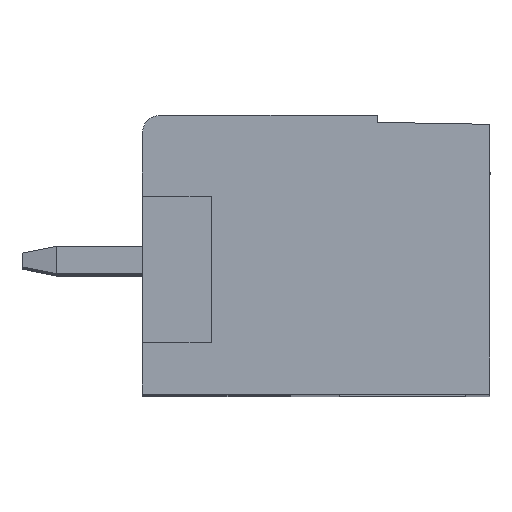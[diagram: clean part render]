
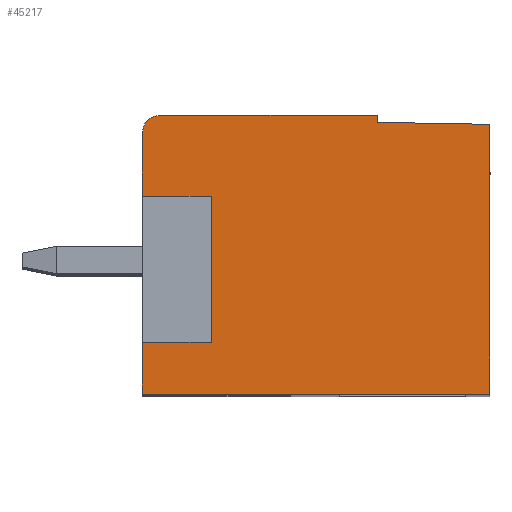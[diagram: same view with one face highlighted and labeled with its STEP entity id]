
A CAD part, top view. The second image highlights one B-rep face of the part: STEP entity #45217.
In plain terms, the highlighted planar face has unit normal (0, 0, 1).
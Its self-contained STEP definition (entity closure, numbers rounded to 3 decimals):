
#5=DIRECTION('',(0.,1.,0.));
#6=VECTOR('',#5,7.84);
#7=CARTESIAN_POINT('',(-10.615,0.099,168.212));
#8=LINE('',#7,#6);
#397=DIRECTION('',(0.,1.,0.));
#398=VECTOR('',#397,0.202);
#399=CARTESIAN_POINT('',(-13.889,7.997,168.212));
#400=LINE('',#399,#398);
#465=DIRECTION('',(0.,-1.,0.));
#466=VECTOR('',#465,1.85);
#467=CARTESIAN_POINT('',(-20.715,7.699,168.212));
#468=LINE('',#467,#466);
#481=DIRECTION('',(0.,-1.,0.));
#482=VECTOR('',#481,1.5);
#483=CARTESIAN_POINT('',(-20.715,1.599,168.212));
#484=LINE('',#483,#482);
#1617=DIRECTION('',(1.,0.,0.));
#1618=VECTOR('',#1617,10.1);
#1619=CARTESIAN_POINT('',(-20.715,0.099,
168.212));
#1620=LINE('',#1619,#1618);
#16276=DIRECTION('',(0.,1.,0.));
#16277=VECTOR('',#16276,4.25);
#16278=CARTESIAN_POINT('',(-18.715,1.599,
168.212));
#16279=LINE('',#16278,#16277);
#16280=DIRECTION('',(-1.,0.,0.));
#16281=VECTOR('',#16280,2.);
#16282=CARTESIAN_POINT('',(-18.715,5.849,
168.212));
#16283=LINE('',#16282,#16281);
#16284=CARTESIAN_POINT('',(-20.215,7.699,
168.212));
#16285=DIRECTION('',(0.,0.,-1.));
#16286=DIRECTION('',(-1.,0.,0.));
#16287=AXIS2_PLACEMENT_3D('',#16284,#16285,#16286);
#16289=DIRECTION('',(1.,0.,0.));
#16290=VECTOR('',#16289,6.326);
#16291=CARTESIAN_POINT('',(-20.215,8.199,
168.212));
#16292=LINE('',#16291,#16290);
#16293=DIRECTION('',(1.,-0.017,0.));
#16294=VECTOR('',#16293,3.274);
#16295=CARTESIAN_POINT('',(-13.889,7.997,
168.212));
#16296=LINE('',#16295,#16294);
#16297=DIRECTION('',(-1.,0.,0.));
#16298=VECTOR('',#16297,2.);
#16299=CARTESIAN_POINT('',(-18.715,1.599,
168.212));
#16300=LINE('',#16299,#16298);
#16321=CARTESIAN_POINT('',(-10.615,0.099,
168.212));
#16322=CARTESIAN_POINT('',(-10.615,7.94,
168.212));
#16323=VERTEX_POINT('',#16321);
#16324=VERTEX_POINT('',#16322);
#16397=CARTESIAN_POINT('',(-20.715,0.099,
168.212));
#16398=VERTEX_POINT('',#16397);
#16664=CARTESIAN_POINT('',(-13.889,7.997,
168.212));
#16665=VERTEX_POINT('',#16664);
#16666=CARTESIAN_POINT('',(-20.715,1.599,
168.212));
#16667=VERTEX_POINT('',#16666);
#16668=CARTESIAN_POINT('',(-18.715,1.599,
168.212));
#16669=VERTEX_POINT('',#16668);
#16670=CARTESIAN_POINT('',(-18.715,5.849,
168.212));
#16671=VERTEX_POINT('',#16670);
#16672=CARTESIAN_POINT('',(-20.715,5.849,
168.212));
#16673=VERTEX_POINT('',#16672);
#16674=CARTESIAN_POINT('',(-20.715,7.699,
168.212));
#16675=VERTEX_POINT('',#16674);
#16676=CARTESIAN_POINT('',(-20.215,8.199,
168.212));
#16677=VERTEX_POINT('',#16676);
#16678=CARTESIAN_POINT('',(-13.889,8.199,
168.212));
#16679=VERTEX_POINT('',#16678);
#45196=CARTESIAN_POINT('',(-10.615,0.099,
168.212));
#45197=DIRECTION('',(0.,0.,-1.));
#45198=DIRECTION('',(0.,1.,0.));
#45199=AXIS2_PLACEMENT_3D('',#45196,#45197,#45198);
#45200=PLANE('',#45199);
#45201=ORIENTED_EDGE('',*,*,#21359,.F.);
#45202=ORIENTED_EDGE('',*,*,#23336,.F.);
#45203=ORIENTED_EDGE('',*,*,#21804,.F.);
#45205=ORIENTED_EDGE('',*,*,#45204,.F.);
#45207=ORIENTED_EDGE('',*,*,#45206,.T.);
#45209=ORIENTED_EDGE('',*,*,#45208,.T.);
#45210=ORIENTED_EDGE('',*,*,#21796,.F.);
#45211=ORIENTED_EDGE('',*,*,#21761,.T.);
#45212=ORIENTED_EDGE('',*,*,#21746,.T.);
#45213=ORIENTED_EDGE('',*,*,#21731,.F.);
#45214=ORIENTED_EDGE('',*,*,#21716,.T.);
#45215=EDGE_LOOP('',(#45201,#45202,#45203,#45205,#45207,#45209,#45210,#45211,
#45212,#45213,#45214));
#45216=FACE_OUTER_BOUND('',#45215,.F.);
#16288=CIRCLE('',#16287,0.5);
#21359=EDGE_CURVE('',#16323,#16324,#8,.T.);
#21716=EDGE_CURVE('',#16665,#16324,#16296,.T.);
#21731=EDGE_CURVE('',#16665,#16679,#400,.T.);
#21746=EDGE_CURVE('',#16677,#16679,#16292,.T.);
#21761=EDGE_CURVE('',#16675,#16677,#16288,.T.);
#21796=EDGE_CURVE('',#16675,#16673,#468,.T.);
#21804=EDGE_CURVE('',#16667,#16398,#484,.T.);
#23336=EDGE_CURVE('',#16398,#16323,#1620,.T.);
#45204=EDGE_CURVE('',#16669,#16667,#16300,.T.);
#45206=EDGE_CURVE('',#16669,#16671,#16279,.T.);
#45208=EDGE_CURVE('',#16671,#16673,#16283,.T.);
#45217=ADVANCED_FACE('',(#45216),#45200,.F.);
